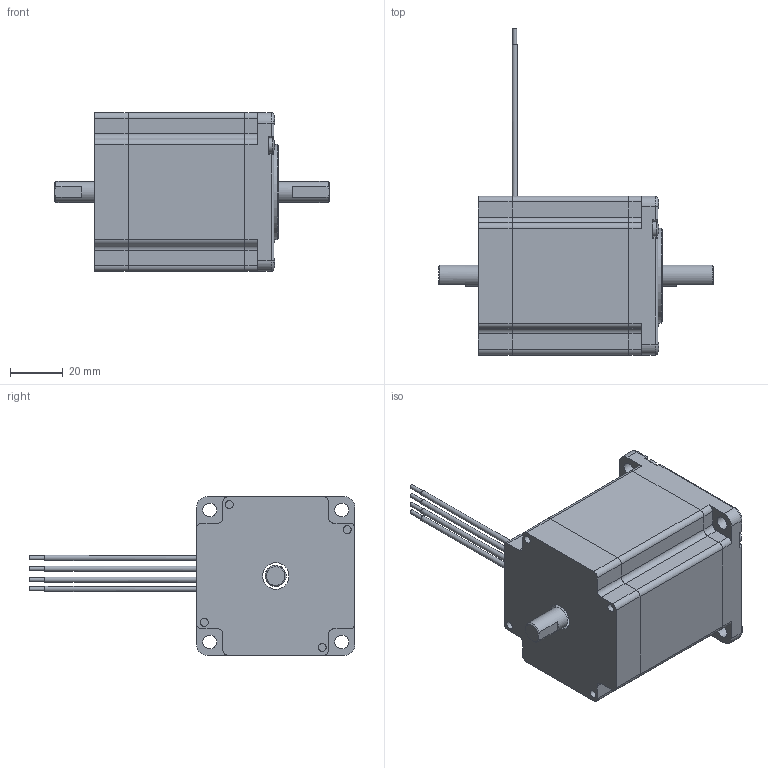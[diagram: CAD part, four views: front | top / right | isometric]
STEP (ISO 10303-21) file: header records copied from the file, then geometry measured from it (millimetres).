
FILE_DESCRIPTION(/* description */ ('STEP AP214'),/* implementation_level */ '2;1');
FILE_NAME(/* name */ '24H2068-400-4BL.stp',/* time_stamp */ '2020-08-26T13:41:18+08:00',/* author */ ('dzp-qch5853'),/* organization */ ('Micorosoft'),/* preprocessor_version */ 'ST-DEVELOPER v16.1',/* originating_system */ 'Autodesk Inventor 2016',/* authorisation */ '');
FILE_SCHEMA (('AUTOMOTIVE_DESIGN { 1 0 10303 214 3 1 1 }'));
Length unit declared in the file: millimetre
Products named in the file (5): 60定子; 01-159; 01-158; 57螺钉; 部件2
Assembly tree (7 placements, depth 2):
  部件2
    60定子
    01-159
    01-158
    57螺钉  x4
Bounding box: 104 x 123.4 x 60 mm (x, y, z)
Volume: 107984.9 mm3; surface area: 64009.3 mm2
Topology: 9 solids, 10 shells, 426 faces, 1127 edges, 741 vertices
Faces by surface type: plane 275, cylinder 121, cone 20, torus 4, sphere 4, bspline 2
Full cylindrical faces by diameter (mm): 1.5 x4, 2 x4, 3 x8, 3.2 x8, 5.2 x4, 5.6 x4, 8 x2, 10 x2, 22 x2, 36 x1, 39 x2, 40.5 x2
Entity records: 11615 total; most frequent: CARTESIAN_POINT 2317, DIRECTION 1889, ORIENTED_EDGE 1816, EDGE_CURVE 908, LINE 643, VECTOR 643, AXIS2_PLACEMENT_3D 623, VERTEX_POINT 619
